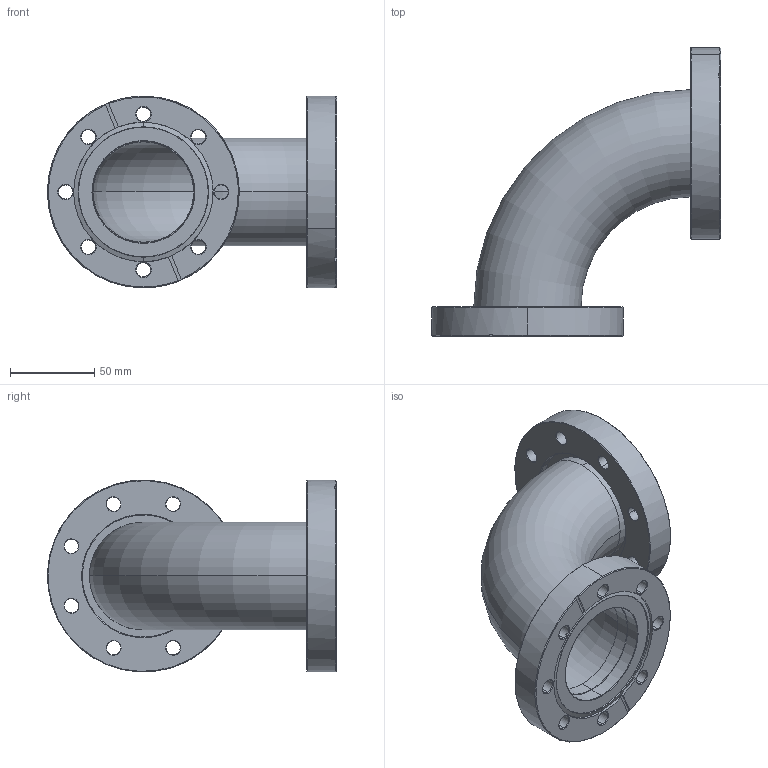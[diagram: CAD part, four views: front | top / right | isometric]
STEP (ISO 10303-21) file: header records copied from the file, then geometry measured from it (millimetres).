
FILE_DESCRIPTION (( 'STEP AP214' ), '1' );
FILE_NAME ('Hositrad_FE63-64R-Elbow.STEP', '2017-05-22T09:20:18', ( 'Gebruiker' ), ( '' ), 'SwSTEP 2.0', 'SolidWorks 2017', '' );
FILE_SCHEMA (( 'AUTOMOTIVE_DESIGN' ));
Length unit declared in the file: millimetre
Products named in the file (6): CF63-R-outerring; CF63-64-Weld; Elbows-90-all_63-64; Hositrad_FE63-64R-Elbow; CF63-64-R; CF63-64-R-innerring
Assembly tree (5 placements, depth 3):
  Hositrad_FE63-64R-Elbow
    Elbows-90-all_63-64
    CF63-64-Weld
    CF63-64-R
      CF63-R-outerring
      CF63-64-R-innerring
Bounding box: 171.05 x 171 x 113.5 mm (x, y, z)
Volume: 287664.3 mm3; surface area: 128006.4 mm2
Topology: 4 solids, 4 shells, 191 faces, 448 edges, 267 vertices
Faces by surface type: cone 101, cylinder 60, plane 26, torus 4
Entity records: 5809 total; most frequent: DIRECTION 1085, CARTESIAN_POINT 951, ORIENTED_EDGE 896, AXIS2_PLACEMENT_3D 449, EDGE_CURVE 448, VERTEX_POINT 267, CIRCLE 249, EDGE_LOOP 233
